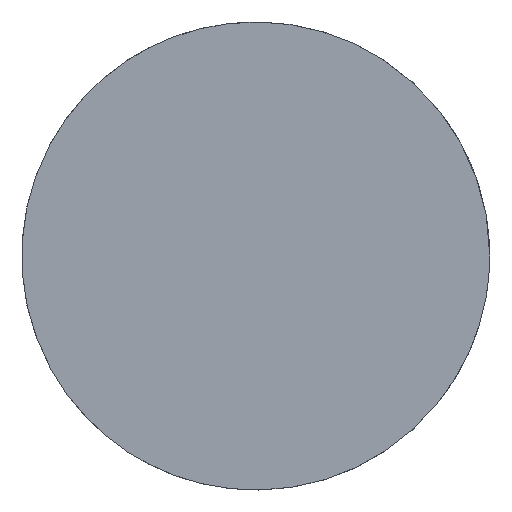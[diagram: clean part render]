
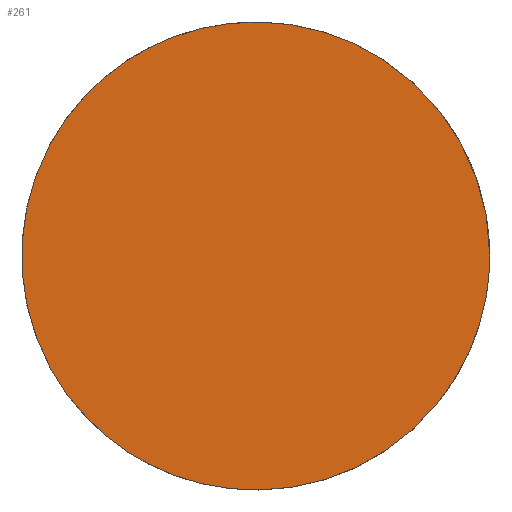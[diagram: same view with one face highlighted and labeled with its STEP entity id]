
A CAD part, left-side view. The second image highlights one B-rep face of the part: STEP entity #261.
In plain terms, the highlighted free-form (B-spline) face has degree [1, 1] with [2, 2] control points.
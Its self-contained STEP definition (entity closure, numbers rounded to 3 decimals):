
#224 = EDGE_CURVE('',#225,#225,#227,.T.);
#225 = VERTEX_POINT('',#226);
#226 = CARTESIAN_POINT('',(-777.776,-23.617,
    0.));
#227 = ( BOUNDED_CURVE() B_SPLINE_CURVE(2,(#228,#229,#230,#231,#232,#233
,#234),.UNSPECIFIED.,.T.,.F.) B_SPLINE_CURVE_WITH_KNOTS((3,2,2,3),(
    3.142,5.236,7.33,9.425),
.PIECEWISE_BEZIER_KNOTS.) CURVE() GEOMETRIC_REPRESENTATION_ITEM() 
RATIONAL_B_SPLINE_CURVE((1.,0.5,1.,0.5,1.,0.5,1.)) REPRESENTATION_ITEM(
  '') );
#228 = CARTESIAN_POINT('',(-777.776,-23.617,
    0.));
#229 = CARTESIAN_POINT('',(-777.776,-23.617,
    40.905));
#230 = CARTESIAN_POINT('',(-777.776,11.808,
    20.453));
#231 = CARTESIAN_POINT('',(-777.776,47.233,
    0.));
#232 = CARTESIAN_POINT('',(-777.776,11.808,
    -20.453));
#233 = CARTESIAN_POINT('',(-777.776,-23.617,
    -40.905));
#234 = CARTESIAN_POINT('',(-777.776,-23.617,
    0.));
#261 = ADVANCED_FACE('',(#262),#265,.T.);
#262 = FACE_BOUND('',#263,.T.);
#263 = EDGE_LOOP('',(#264));
#264 = ORIENTED_EDGE('',*,*,#224,.T.);
#265 = B_SPLINE_SURFACE_WITH_KNOTS('',1,1,(
    (#266,#267)
    ,(#268,#269
    )),.UNSPECIFIED.,.F.,.F.,.F.,(2,2),(2,2),(-19.05,19.05),(-19.05,
    19.05),.PIECEWISE_BEZIER_KNOTS.);
#266 = CARTESIAN_POINT('',(-777.776,-23.617,
    -23.617));
#267 = CARTESIAN_POINT('',(-777.776,23.617,
    -23.617));
#268 = CARTESIAN_POINT('',(-777.776,-23.617,
    23.617));
#269 = CARTESIAN_POINT('',(-777.776,23.617,
    23.617));
